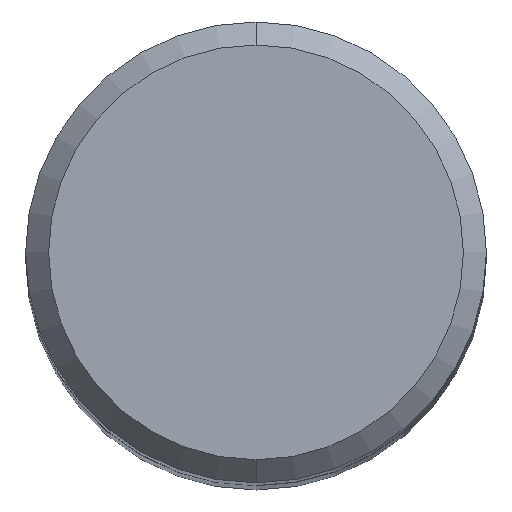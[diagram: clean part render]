
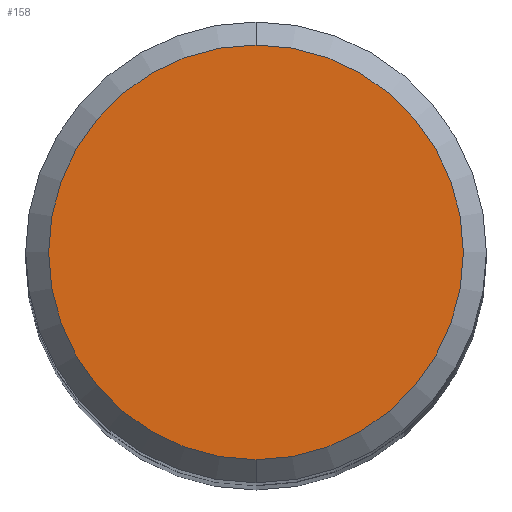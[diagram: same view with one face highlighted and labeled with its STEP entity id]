
A CAD part, top view. The second image highlights one B-rep face of the part: STEP entity #158.
In plain terms, the highlighted planar face has unit normal (0, 0, 1).
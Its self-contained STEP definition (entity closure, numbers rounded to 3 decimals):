
#116=VERTEX_POINT('',#260);
#148=EDGE_CURVE('',#190,#116,#296,.T.);
#154=EDGE_CURVE('',#116,#190,#302,.T.);
#158=ADVANCED_FACE('',(#306),#307,.T.);
#190=VERTEX_POINT('',#340);
#260=CARTESIAN_POINT('',(0.,-7.2,0.01));
#296=CIRCLE('',#453,7.2);
#302=CIRCLE('',#461,7.2);
#306=FACE_OUTER_BOUND('',#465,.T.);
#307=PLANE('',#466);
#340=CARTESIAN_POINT('',(0.0,7.2,0.01));
#453=AXIS2_PLACEMENT_3D('',#637,#638,#639);
#461=AXIS2_PLACEMENT_3D('',#643,#644,#645);
#465=EDGE_LOOP('',(#647,#648));
#466=AXIS2_PLACEMENT_3D('',#649,#650,#651);
#637=CARTESIAN_POINT('',(0.0,0.0,0.01));
#638=DIRECTION('',(0.0,0.0,-1.0));
#639=DIRECTION('',(0.0,1.0,0.0));
#643=CARTESIAN_POINT('',(0.0,0.0,0.01));
#644=DIRECTION('',(0.0,0.0,-1.0));
#645=DIRECTION('',(0.0,1.0,0.0));
#647=ORIENTED_EDGE('',*,*,#148,.F.);
#648=ORIENTED_EDGE('',*,*,#154,.F.);
#649=CARTESIAN_POINT('',(0.0,3.6,0.01));
#650=DIRECTION('',(-0.0,0.0,1.0));
#651=DIRECTION('',(0.0,-1.0,0.0));
